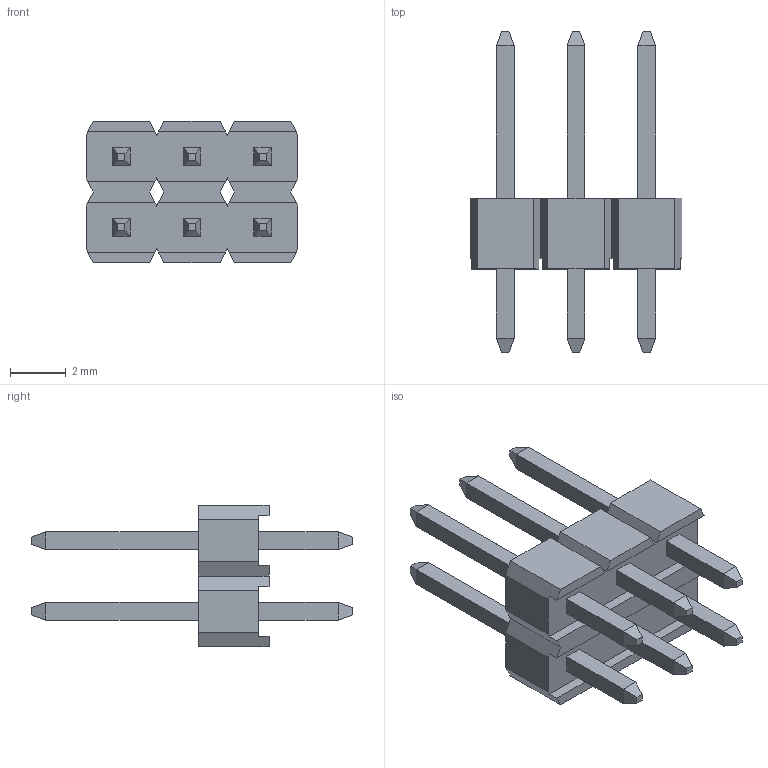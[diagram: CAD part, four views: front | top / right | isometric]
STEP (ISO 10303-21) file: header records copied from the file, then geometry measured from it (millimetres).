
FILE_DESCRIPTION (( 'STEP AP214' ), '1' );
FILE_NAME ('2x6.STEP', '2017-11-23T20:24:45', ( '' ), ( '' ), 'SwSTEP 2.0', 'SolidWorks 2016', '' );
FILE_SCHEMA (( 'AUTOMOTIVE_DESIGN' ));
Length unit declared in the file: inch
Products named in the file (1): 2x6
Bounding box: 7.62 x 11.54 x 5.08 mm (x, y, z)
Volume: 106 mm3; surface area: 298.9 mm2
Topology: 1 solids, 1 shells, 166 faces, 414 edges, 260 vertices
Faces by surface type: plane 166
Entity records: 6980 total; most frequent: CARTESIAN_POINT 841, ORIENTED_EDGE 828, DIRECTION 748, EDGE_CURVE 414, VECTOR 414, LINE 414, VERTEX_POINT 260, EDGE_LOOP 180
